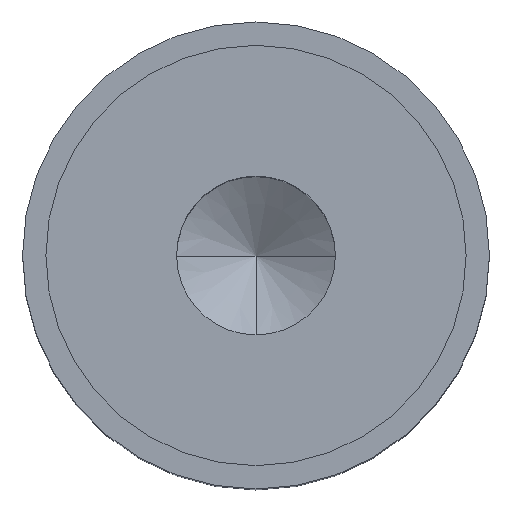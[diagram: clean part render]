
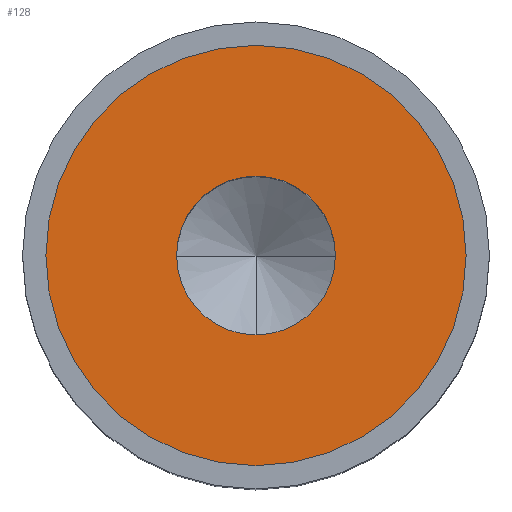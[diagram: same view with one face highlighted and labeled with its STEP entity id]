
A CAD part, top view. The second image highlights one B-rep face of the part: STEP entity #128.
In plain terms, the highlighted planar face has unit normal (0, 0, 1).
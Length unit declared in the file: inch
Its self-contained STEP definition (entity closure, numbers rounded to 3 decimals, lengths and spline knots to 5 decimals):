
#12 = ORIENTED_EDGE ( 'NONE', *, *, #303, .T. ) ;
#30 = CARTESIAN_POINT ( 'NONE',  ( 0.5315, 0., 3.14961 ) ) ;
#31 = DIRECTION ( 'NONE',  ( 0., 0., 1. ) ) ;
#36 = CARTESIAN_POINT ( 'NONE',  ( 0., 0., 3.14961 ) ) ;
#37 = AXIS2_PLACEMENT_3D ( 'NONE', #534, #185, #151 ) ;
#76 = DIRECTION ( 'NONE',  ( 0., 0., -1. ) ) ;
#99 = AXIS2_PLACEMENT_3D ( 'NONE', #326, #76, #153 ) ;
#128 = ADVANCED_FACE ( 'NONE', ( #234, #409 ), #321, .T. ) ;
#137 = ORIENTED_EDGE ( 'NONE', *, *, #325, .T. ) ;
#151 = DIRECTION ( 'NONE',  ( 1., 0., 0. ) ) ;
#153 = DIRECTION ( 'NONE',  ( -1., 0., 0. ) ) ;
#173 = AXIS2_PLACEMENT_3D ( 'NONE', #36, #486, #531 ) ;
#175 = ORIENTED_EDGE ( 'NONE', *, *, #373, .F. ) ;
#185 = DIRECTION ( 'NONE',  ( 0., 0., -1. ) ) ;
#193 = CARTESIAN_POINT ( 'NONE',  ( -0.20079, 0., 3.14961 ) ) ;
#233 = CARTESIAN_POINT ( 'NONE',  ( -0.5315, 0., 3.14961 ) ) ;
#234 = FACE_BOUND ( 'NONE', #262, .T. ) ;
#259 = EDGE_CURVE ( 'NONE', #350, #370, #276, .T. ) ;
#262 = EDGE_LOOP ( 'NONE', ( #12, #137 ) ) ;
#267 = CARTESIAN_POINT ( 'NONE',  ( 0., 0., 3.14961 ) ) ;
#271 = CIRCLE ( 'NONE', #37, 0.5315 ) ;
#276 = CIRCLE ( 'NONE', #421, 0.5315 ) ;
#293 = VERTEX_POINT ( 'NONE', #193 ) ;
#303 = EDGE_CURVE ( 'NONE', #293, #341, #509, .T. ) ;
#321 = PLANE ( 'NONE',  #499 ) ;
#325 = EDGE_CURVE ( 'NONE', #341, #293, #374, .T. ) ;
#326 = CARTESIAN_POINT ( 'NONE',  ( 0., 0., 3.14961 ) ) ;
#341 = VERTEX_POINT ( 'NONE', #451 ) ;
#350 = VERTEX_POINT ( 'NONE', #233 ) ;
#352 = DIRECTION ( 'NONE',  ( 0., 0., -1. ) ) ;
#353 = EDGE_LOOP ( 'NONE', ( #175, #378 ) ) ;
#370 = VERTEX_POINT ( 'NONE', #30 ) ;
#373 = EDGE_CURVE ( 'NONE', #370, #350, #271, .T. ) ;
#374 = CIRCLE ( 'NONE', #99, 0.20079 ) ;
#378 = ORIENTED_EDGE ( 'NONE', *, *, #259, .F. ) ;
#405 = CARTESIAN_POINT ( 'NONE',  ( 0., 0., 3.14961 ) ) ;
#409 = FACE_OUTER_BOUND ( 'NONE', #353, .T. ) ;
#421 = AXIS2_PLACEMENT_3D ( 'NONE', #267, #352, #477 ) ;
#451 = CARTESIAN_POINT ( 'NONE',  ( 0.20079, 0., 3.14961 ) ) ;
#477 = DIRECTION ( 'NONE',  ( 1., 0., 0. ) ) ;
#486 = DIRECTION ( 'NONE',  ( 0., 0., -1. ) ) ;
#488 = DIRECTION ( 'NONE',  ( 1., 0., 0. ) ) ;
#499 = AXIS2_PLACEMENT_3D ( 'NONE', #405, #31, #488 ) ;
#509 = CIRCLE ( 'NONE', #173, 0.20079 ) ;
#531 = DIRECTION ( 'NONE',  ( -1., 0., 0. ) ) ;
#534 = CARTESIAN_POINT ( 'NONE',  ( 0., 0., 3.14961 ) ) ;
